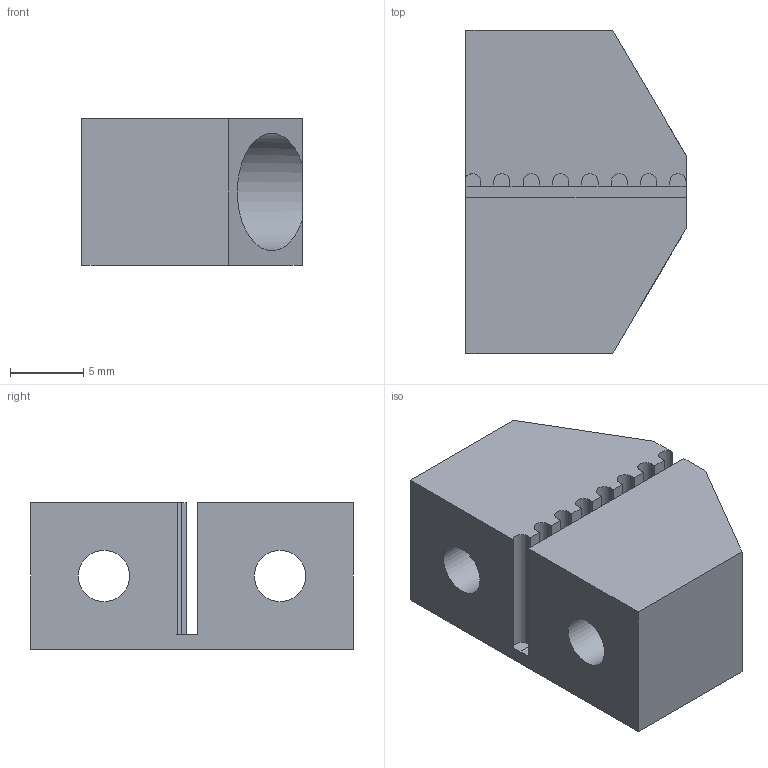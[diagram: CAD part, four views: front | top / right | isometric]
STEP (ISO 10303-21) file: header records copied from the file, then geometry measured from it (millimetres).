
FILE_DESCRIPTION(('FreeCAD Model'),'2;1');
FILE_NAME('belt-clamp-mirrored.step', '2014-12-08T20:35:43',('FreeCAD'),('FreeCAD'), 'Open CASCADE STEP processor 6.6','FreeCAD','Unknown');
FILE_SCHEMA(('AUTOMOTIVE_DESIGN_CC2 { 1 2 10303 214 -1 1 5 4 }'));
Length unit declared in the file: millimetre
Products named in the file (1): Open CASCADE STEP translator 6.6 71
Bounding box: 15 x 22 x 10 mm (x, y, z)
Volume: 2221.7 mm3; surface area: 1882.5 mm2
Topology: 1 solids, 1 shells, 54 faces, 144 edges, 92 vertices
Faces by surface type: plane 42, cylinder 12
Full cylindrical faces by diameter (mm): 3.5 x2, 8 x2
Entity records: 3648 total; most frequent: CARTESIAN_POINT 732, DIRECTION 552, LINE 369, VECTOR 369, ORIENTED_EDGE 288, PCURVE 288, DEFINITIONAL_REPRESENTATION 288, EDGE_CURVE 144
